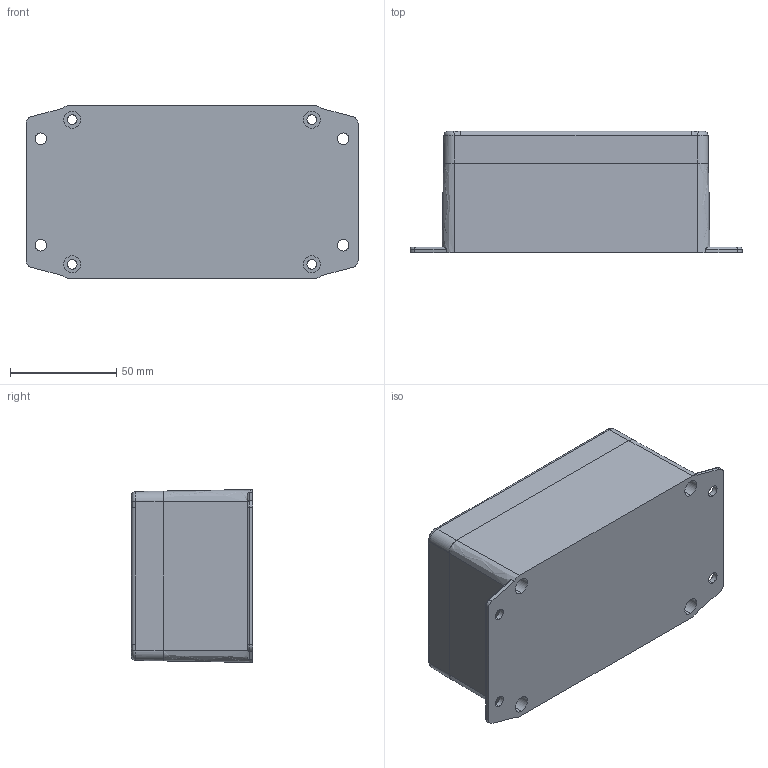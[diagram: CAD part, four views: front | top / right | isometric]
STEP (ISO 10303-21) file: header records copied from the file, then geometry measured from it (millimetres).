
FILE_DESCRIPTION (( 'STEP AP214' ), '1' );
FILE_NAME ('G108MF.STEP', '2014-02-19T00:58:46', ( 'NEF User' ), ( 'NEF User' ), 'SwSTEP 2.0', 'SolidWorks 2012', '' );
FILE_SCHEMA (( 'AUTOMOTIVE_DESIGN' ));
Length unit declared in the file: millimetre
Products named in the file (3): G108MF-BASE; G107-上蓋; G108MF
Assembly tree (2 placements, depth 2):
  G108MF
    G108MF-BASE
    G107-上蓋
Bounding box: 155.97 x 57 x 81.27 mm (x, y, z)
Volume: 153754.7 mm3; surface area: 95277 mm2
Topology: 2 solids, 2 shells, 358 faces, 904 edges, 558 vertices
Faces by surface type: plane 108, cylinder 104, cone 76, bspline 38, torus 30, sphere 2
Entity records: 14710 total; most frequent: CARTESIAN_POINT 4699, DIRECTION 1848, ORIENTED_EDGE 1792, EDGE_CURVE 896, AXIS2_PLACEMENT_3D 715, VERTEX_POINT 558, LINE 418, VECTOR 418
